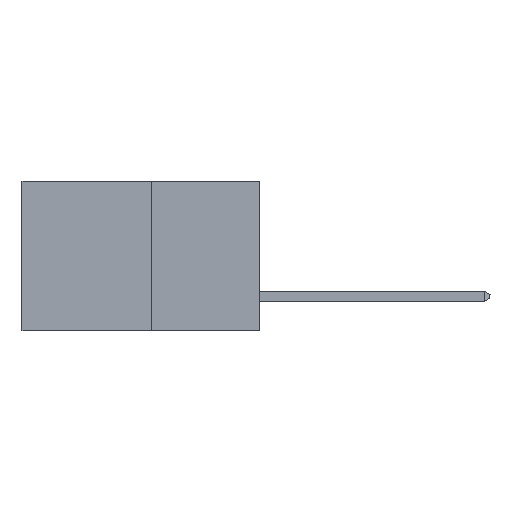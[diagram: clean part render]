
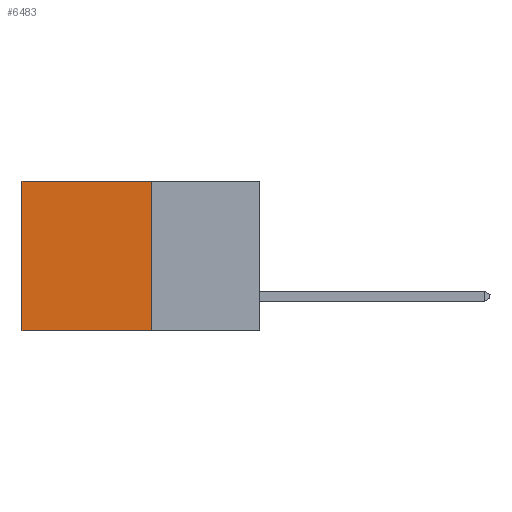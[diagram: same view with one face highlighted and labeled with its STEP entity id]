
A CAD part, left-side view. The second image highlights one B-rep face of the part: STEP entity #6483.
In plain terms, the highlighted planar face has unit normal (-1, 0, 0).
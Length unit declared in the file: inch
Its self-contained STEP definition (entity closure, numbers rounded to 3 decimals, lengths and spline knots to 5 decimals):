
#847 = LINE ( 'NONE', #11776, #13605 ) ;
#2356 = VERTEX_POINT ( 'NONE', #15523 ) ;
#2375 = EDGE_CURVE ( 'NONE', #14263, #15026, #11227, .T. ) ;
#2537 = ORIENTED_EDGE ( 'NONE', *, *, #5268, .F. ) ;
#3181 = DIRECTION ( 'NONE',  ( 0., 0., -1. ) ) ;
#3427 = EDGE_CURVE ( 'NONE', #15026, #9602, #11019, .T. ) ;
#3820 = ORIENTED_EDGE ( 'NONE', *, *, #9738, .F. ) ;
#4479 = AXIS2_PLACEMENT_3D ( 'NONE', #9381, #14259, #6976 ) ;
#4931 = EDGE_LOOP ( 'NONE', ( #15346, #3820, #2537, #10142 ) ) ;
#5268 = EDGE_CURVE ( 'NONE', #14263, #2356, #12688, .T. ) ;
#5673 = DIRECTION ( 'NONE',  ( 0., 1., 0. ) ) ;
#5686 = PLANE ( 'NONE',  #4479 ) ;
#6483 = ADVANCED_FACE ( 'NONE', ( #14182 ), #5686, .F. ) ;
#6976 = DIRECTION ( 'NONE',  ( 0., 0., -1. ) ) ;
#7338 = DIRECTION ( 'NONE',  ( 0., 0., -1. ) ) ;
#7350 = CARTESIAN_POINT ( 'NONE',  ( 0.277, 0.59, -0.37 ) ) ;
#9381 = CARTESIAN_POINT ( 'NONE',  ( 0.277, 0.27, -0.37 ) ) ;
#9383 = CARTESIAN_POINT ( 'NONE',  ( 0.277, 0.27, -0.37 ) ) ;
#9602 = VERTEX_POINT ( 'NONE', #13936 ) ;
#9738 = EDGE_CURVE ( 'NONE', #2356, #9602, #847, .T. ) ;
#10142 = ORIENTED_EDGE ( 'NONE', *, *, #2375, .T. ) ;
#10844 = CARTESIAN_POINT ( 'NONE',  ( 0.277, 0.59, 0. ) ) ;
#11019 = LINE ( 'NONE', #7350, #14973 ) ;
#11227 = LINE ( 'NONE', #15574, #14055 ) ;
#11776 = CARTESIAN_POINT ( 'NONE',  ( 0.277, 0.27, -0.37 ) ) ;
#12688 = LINE ( 'NONE', #9383, #15541 ) ;
#13057 = CARTESIAN_POINT ( 'NONE',  ( 0.277, 0.27, 0. ) ) ;
#13288 = DIRECTION ( 'NONE',  ( 0., 1., 0. ) ) ;
#13605 = VECTOR ( 'NONE', #5673, 39.37008 ) ;
#13936 = CARTESIAN_POINT ( 'NONE',  ( 0.277, 0.59, -0.37 ) ) ;
#14055 = VECTOR ( 'NONE', #13288, 39.37008 ) ;
#14182 = FACE_OUTER_BOUND ( 'NONE', #4931, .T. ) ;
#14259 = DIRECTION ( 'NONE',  ( 1., 0., 0. ) ) ;
#14263 = VERTEX_POINT ( 'NONE', #13057 ) ;
#14973 = VECTOR ( 'NONE', #7338, 39.37008 ) ;
#15026 = VERTEX_POINT ( 'NONE', #10844 ) ;
#15346 = ORIENTED_EDGE ( 'NONE', *, *, #3427, .T. ) ;
#15523 = CARTESIAN_POINT ( 'NONE',  ( 0.277, 0.27, -0.37 ) ) ;
#15541 = VECTOR ( 'NONE', #3181, 39.37008 ) ;
#15574 = CARTESIAN_POINT ( 'NONE',  ( 0.277, 0.27, 0. ) ) ;
